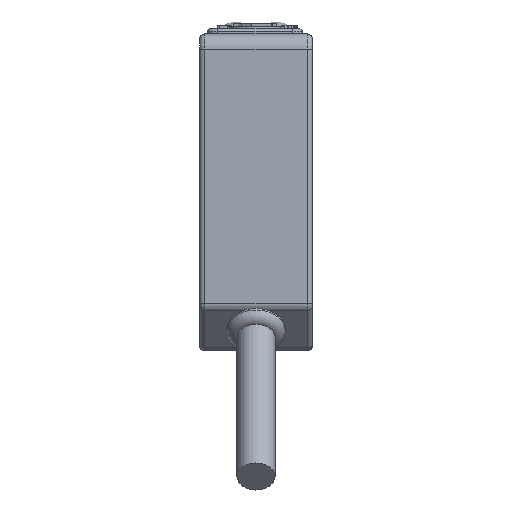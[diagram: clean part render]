
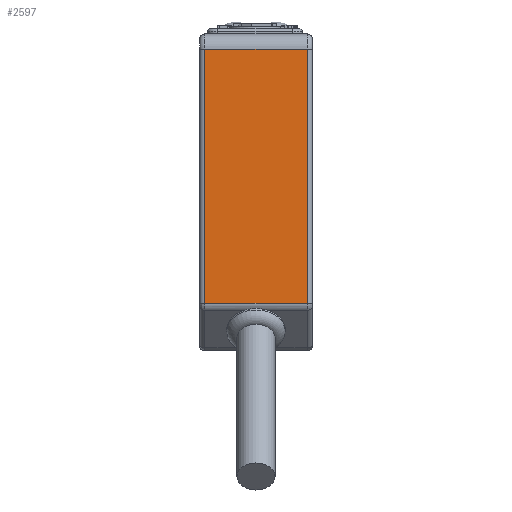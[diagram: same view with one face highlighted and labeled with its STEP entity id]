
A CAD part, front view. The second image highlights one B-rep face of the part: STEP entity #2597.
In plain terms, the highlighted planar face has unit normal (0, -1, 0).
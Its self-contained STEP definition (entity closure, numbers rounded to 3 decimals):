
#2322=FACE_OUTER_BOUND('',#3404,.T.);
#2597=ADVANCED_FACE('',(#2322),#2828,.F.);
#2828=PLANE('',#7119);
#3404=EDGE_LOOP('',(#4127,#4128,#4129,#4130));
#4127=ORIENTED_EDGE('',*,*,#5777,.T.);
#4128=ORIENTED_EDGE('',*,*,#5778,.T.);
#4129=ORIENTED_EDGE('',*,*,#5779,.T.);
#4130=ORIENTED_EDGE('',*,*,#5780,.T.);
#5234=VERTEX_POINT('',#27266);
#5235=VERTEX_POINT('',#27267);
#5236=VERTEX_POINT('',#27269);
#5237=VERTEX_POINT('',#27271);
#5777=EDGE_CURVE('',#5234,#5235,#6327,.T.);
#5778=EDGE_CURVE('',#5235,#5236,#6328,.T.);
#5779=EDGE_CURVE('',#5236,#5237,#6329,.T.);
#5780=EDGE_CURVE('',#5237,#5234,#6330,.T.);
#6327=LINE('',#27265,#6672);
#6328=LINE('',#27268,#6673);
#6329=LINE('',#27270,#6674);
#6330=LINE('',#27272,#6675);
#6672=VECTOR('',#7968,1.);
#6673=VECTOR('',#7969,1.);
#6674=VECTOR('',#7970,1.);
#6675=VECTOR('',#7971,1.);
#7119=AXIS2_PLACEMENT_3D('',#27273,#7972,#7973);
#7968=DIRECTION('',(0.,0.,1.));
#7969=DIRECTION('',(-1.,0.,0.));
#7970=DIRECTION('',(0.,0.,-1.));
#7971=DIRECTION('',(1.,0.,0.));
#7972=DIRECTION('',(0.,1.,0.));
#7973=DIRECTION('',(0.,0.,-1.));
#27265=CARTESIAN_POINT('',(50.15,-45.,-12.5));
#27266=CARTESIAN_POINT('',(50.15,-45.,-11.));
#27267=CARTESIAN_POINT('',(50.15,-45.,14.25));
#27268=CARTESIAN_POINT('',(39.65,-45.,14.25));
#27269=CARTESIAN_POINT('',(39.95,-45.,14.25));
#27270=CARTESIAN_POINT('',(39.95,-45.,-9.586));
#27271=CARTESIAN_POINT('',(39.95,-45.,-11.));
#27272=CARTESIAN_POINT('',(39.65,-45.,-11.));
#27273=CARTESIAN_POINT('',(39.65,-45.,-12.5));
